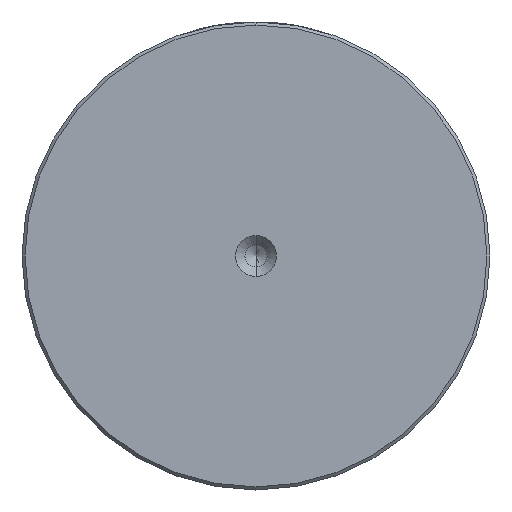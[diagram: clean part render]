
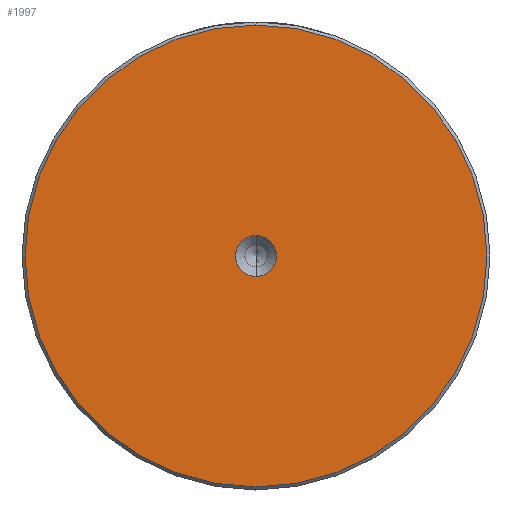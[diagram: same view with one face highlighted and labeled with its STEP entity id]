
A CAD part, left-side view. The second image highlights one B-rep face of the part: STEP entity #1997.
In plain terms, the highlighted planar face has unit normal (-1, 0, 0).
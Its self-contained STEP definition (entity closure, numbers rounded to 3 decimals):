
#14 = DIRECTION ( 'NONE',  ( -1., 0., 0. ) ) ;
#18 = AXIS2_PLACEMENT_3D ( 'NONE', #718, #2538, #971 ) ;
#82 = CARTESIAN_POINT ( 'NONE',  ( 0., 0., 3.3 ) ) ;
#186 = CIRCLE ( 'NONE', #1084, 37.5 ) ;
#203 = EDGE_CURVE ( 'NONE', #2024, #3343, #408, .T. ) ;
#334 = PLANE ( 'NONE',  #1930 ) ;
#408 = CIRCLE ( 'NONE', #1040, 3.3 ) ;
#428 = EDGE_LOOP ( 'NONE', ( #1811, #3073 ) ) ;
#444 = CARTESIAN_POINT ( 'NONE',  ( 0., 0., -3.3 ) ) ;
#550 = CARTESIAN_POINT ( 'NONE',  ( 0., 0., 0. ) ) ;
#621 = DIRECTION ( 'NONE',  ( 0., 0., 1. ) ) ;
#718 = CARTESIAN_POINT ( 'NONE',  ( 0., 0., 0. ) ) ;
#742 = EDGE_CURVE ( 'NONE', #3067, #2224, #186, .T. ) ;
#802 = FACE_OUTER_BOUND ( 'NONE', #3318, .T. ) ;
#818 = DIRECTION ( 'NONE',  ( 0., 0., 1. ) ) ;
#847 = EDGE_CURVE ( 'NONE', #2224, #3067, #1254, .T. ) ;
#863 = DIRECTION ( 'NONE',  ( -1., 0., 0. ) ) ;
#971 = DIRECTION ( 'NONE',  ( 0., 0., 1. ) ) ;
#1040 = AXIS2_PLACEMENT_3D ( 'NONE', #2313, #2067, #2057 ) ;
#1084 = AXIS2_PLACEMENT_3D ( 'NONE', #1581, #14, #1840 ) ;
#1145 = CARTESIAN_POINT ( 'NONE',  ( 0., 0., 37.5 ) ) ;
#1254 = CIRCLE ( 'NONE', #2141, 37.5 ) ;
#1581 = CARTESIAN_POINT ( 'NONE',  ( 0., 0., 0. ) ) ;
#1641 = CARTESIAN_POINT ( 'NONE',  ( 0., 0., 0. ) ) ;
#1746 = CIRCLE ( 'NONE', #18, 3.3 ) ;
#1811 = ORIENTED_EDGE ( 'NONE', *, *, #203, .F. ) ;
#1840 = DIRECTION ( 'NONE',  ( 0., 0., 1. ) ) ;
#1930 = AXIS2_PLACEMENT_3D ( 'NONE', #1641, #863, #621 ) ;
#1997 = ADVANCED_FACE ( 'NONE', ( #802, #2027 ), #334, .T. ) ;
#2024 = VERTEX_POINT ( 'NONE', #82 ) ;
#2027 = FACE_BOUND ( 'NONE', #428, .T. ) ;
#2057 = DIRECTION ( 'NONE',  ( 0., 0., 1. ) ) ;
#2067 = DIRECTION ( 'NONE',  ( -1., 0., 0. ) ) ;
#2141 = AXIS2_PLACEMENT_3D ( 'NONE', #550, #2375, #818 ) ;
#2224 = VERTEX_POINT ( 'NONE', #1145 ) ;
#2313 = CARTESIAN_POINT ( 'NONE',  ( 0., 0., 0. ) ) ;
#2375 = DIRECTION ( 'NONE',  ( -1., 0., 0. ) ) ;
#2538 = DIRECTION ( 'NONE',  ( -1., 0., 0. ) ) ;
#2649 = CARTESIAN_POINT ( 'NONE',  ( 0., 0., -37.5 ) ) ;
#2952 = ORIENTED_EDGE ( 'NONE', *, *, #742, .T. ) ;
#3067 = VERTEX_POINT ( 'NONE', #2649 ) ;
#3073 = ORIENTED_EDGE ( 'NONE', *, *, #3325, .F. ) ;
#3318 = EDGE_LOOP ( 'NONE', ( #2952, #3327 ) ) ;
#3325 = EDGE_CURVE ( 'NONE', #3343, #2024, #1746, .T. ) ;
#3327 = ORIENTED_EDGE ( 'NONE', *, *, #847, .T. ) ;
#3343 = VERTEX_POINT ( 'NONE', #444 ) ;
